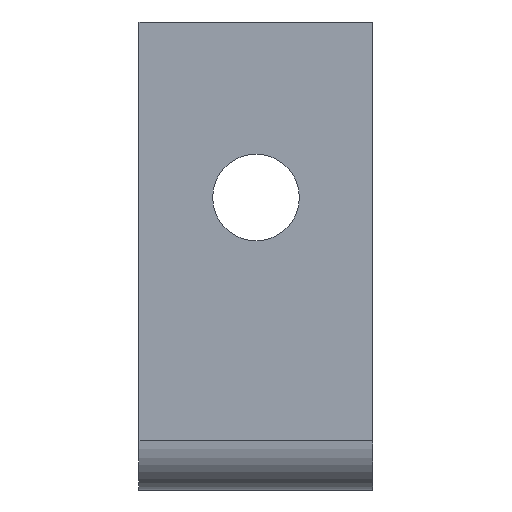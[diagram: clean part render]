
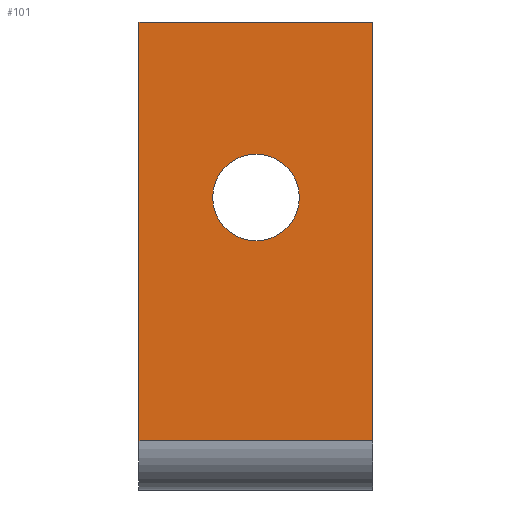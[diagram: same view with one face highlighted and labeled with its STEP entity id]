
A CAD part, left-side view. The second image highlights one B-rep face of the part: STEP entity #101.
In plain terms, the highlighted planar face has unit normal (-1, 0, 0).
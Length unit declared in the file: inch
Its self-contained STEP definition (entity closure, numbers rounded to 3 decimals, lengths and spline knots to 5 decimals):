
#11 = EDGE_CURVE ( 'NONE', #246, #70, #224, .T. ) ;
#34 = DIRECTION ( 'NONE',  ( 0., 0., 1. ) ) ;
#43 = EDGE_CURVE ( 'NONE', #70, #142, #211, .T. ) ;
#44 = EDGE_LOOP ( 'NONE', ( #78, #623, #465, #95 ) ) ;
#70 = VERTEX_POINT ( 'NONE', #619 ) ;
#76 = EDGE_CURVE ( 'NONE', #263, #191, #555, .T. ) ;
#78 = ORIENTED_EDGE ( 'NONE', *, *, #43, .F. ) ;
#86 = ORIENTED_EDGE ( 'NONE', *, *, #76, .T. ) ;
#87 = CARTESIAN_POINT ( 'NONE',  ( 0., 0.25, 1. ) ) ;
#89 = DIRECTION ( 'NONE',  ( 0., 0., -1. ) ) ;
#95 = ORIENTED_EDGE ( 'NONE', *, *, #138, .T. ) ;
#101 = ADVANCED_FACE ( 'NONE', ( #397, #526 ), #569, .T. ) ;
#112 = CIRCLE ( 'NONE', #360, 0.0925 ) ;
#126 = VECTOR ( 'NONE', #89, 39.37008 ) ;
#136 = DIRECTION ( 'NONE',  ( 1., 0., 0. ) ) ;
#137 = DIRECTION ( 'NONE',  ( 0., -1., 0. ) ) ;
#138 = EDGE_CURVE ( 'NONE', #152, #142, #160, .T. ) ;
#142 = VERTEX_POINT ( 'NONE', #335 ) ;
#152 = VERTEX_POINT ( 'NONE', #480 ) ;
#160 = LINE ( 'NONE', #422, #384 ) ;
#169 = CARTESIAN_POINT ( 'NONE',  ( 0., 0.25, 1. ) ) ;
#175 = EDGE_LOOP ( 'NONE', ( #86, #459 ) ) ;
#184 = CARTESIAN_POINT ( 'NONE',  ( 0., 0., 0.5325 ) ) ;
#191 = VERTEX_POINT ( 'NONE', #245 ) ;
#211 = LINE ( 'NONE', #412, #315 ) ;
#224 = LINE ( 'NONE', #169, #337 ) ;
#245 = CARTESIAN_POINT ( 'NONE',  ( 0., 0., 0.7175 ) ) ;
#246 = VERTEX_POINT ( 'NONE', #87 ) ;
#263 = VERTEX_POINT ( 'NONE', #184 ) ;
#278 = AXIS2_PLACEMENT_3D ( 'NONE', #421, #136, #474 ) ;
#285 = CARTESIAN_POINT ( 'NONE',  ( 0., 0.25, 1. ) ) ;
#315 = VECTOR ( 'NONE', #371, 39.37008 ) ;
#324 = DIRECTION ( 'NONE',  ( 1., 0., 0. ) ) ;
#333 = DIRECTION ( 'NONE',  ( 0., 0., 1. ) ) ;
#335 = CARTESIAN_POINT ( 'NONE',  ( 0., -0.25, 0.105 ) ) ;
#337 = VECTOR ( 'NONE', #514, 39.37008 ) ;
#360 = AXIS2_PLACEMENT_3D ( 'NONE', #613, #324, #34 ) ;
#371 = DIRECTION ( 'NONE',  ( 0., 0., -1. ) ) ;
#384 = VECTOR ( 'NONE', #137, 39.37008 ) ;
#394 = EDGE_CURVE ( 'NONE', #191, #263, #112, .T. ) ;
#397 = FACE_BOUND ( 'NONE', #175, .T. ) ;
#412 = CARTESIAN_POINT ( 'NONE',  ( 0., -0.25, 1. ) ) ;
#414 = CARTESIAN_POINT ( 'NONE',  ( 0., 0.25, 1. ) ) ;
#421 = CARTESIAN_POINT ( 'NONE',  ( 0., 0., 0.625 ) ) ;
#422 = CARTESIAN_POINT ( 'NONE',  ( 0., 0.25, 0.105 ) ) ;
#459 = ORIENTED_EDGE ( 'NONE', *, *, #394, .T. ) ;
#465 = ORIENTED_EDGE ( 'NONE', *, *, #603, .T. ) ;
#466 = AXIS2_PLACEMENT_3D ( 'NONE', #285, #620, #333 ) ;
#474 = DIRECTION ( 'NONE',  ( 0., 0., 1. ) ) ;
#480 = CARTESIAN_POINT ( 'NONE',  ( 0., 0.25, 0.105 ) ) ;
#513 = LINE ( 'NONE', #414, #126 ) ;
#514 = DIRECTION ( 'NONE',  ( 0., -1., 0. ) ) ;
#526 = FACE_OUTER_BOUND ( 'NONE', #44, .T. ) ;
#555 = CIRCLE ( 'NONE', #278, 0.0925 ) ;
#569 = PLANE ( 'NONE',  #466 ) ;
#603 = EDGE_CURVE ( 'NONE', #246, #152, #513, .T. ) ;
#613 = CARTESIAN_POINT ( 'NONE',  ( 0., 0., 0.625 ) ) ;
#619 = CARTESIAN_POINT ( 'NONE',  ( 0., -0.25, 1. ) ) ;
#620 = DIRECTION ( 'NONE',  ( -1., 0., 0. ) ) ;
#623 = ORIENTED_EDGE ( 'NONE', *, *, #11, .F. ) ;
